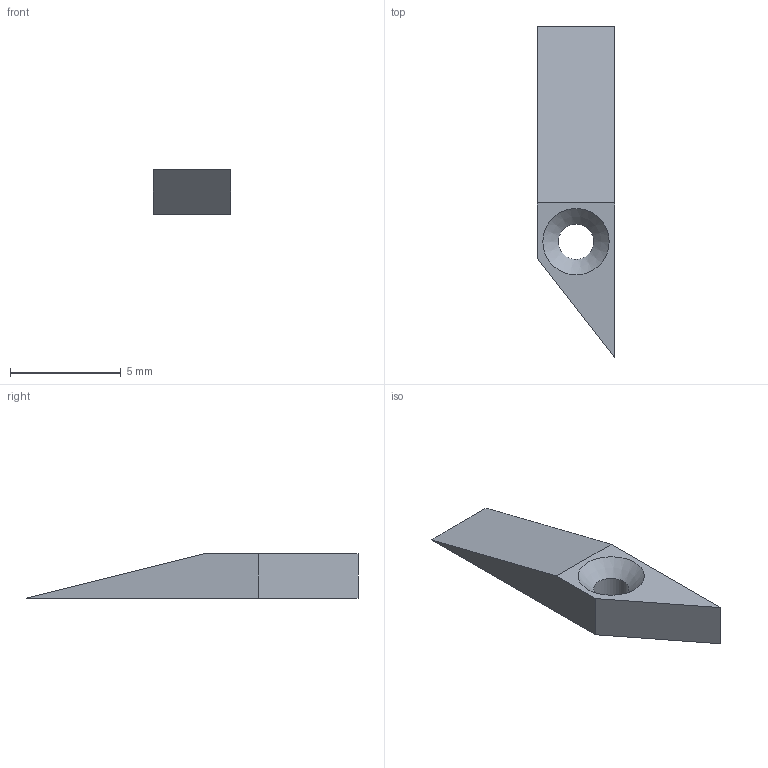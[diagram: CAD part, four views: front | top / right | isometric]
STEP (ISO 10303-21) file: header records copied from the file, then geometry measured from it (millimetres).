
FILE_DESCRIPTION(/* description */ (''),/* implementation_level */ '2;1');
FILE_NAME(/* name */ 'Petite pice v5.step',/* time_stamp */ '2024-03-03T15:48:58+01:00',/* author */ (''),/* organization */ (''),/* preprocessor_version */ 'ST-DEVELOPER v20',/* originating_system */ 'Autodesk Translation Framework v12.20.1.177',/* authorisation */ '');
FILE_SCHEMA (('AUTOMOTIVE_DESIGN { 1 0 10303 214 3 1 1 }'));
Length unit declared in the file: millimetre
Products named in the file (1): Petite pièce
Bounding box: 3.5 x 15 x 2 mm (x, y, z)
Volume: 55.6 mm3; surface area: 141.1 mm2
Topology: 1 solids, 1 shells, 8 faces, 17 edges, 11 vertices
Faces by surface type: plane 6, cone 1, cylinder 1
Full cylindrical faces by diameter (mm): 1.6 x1
Entity records: 253 total; most frequent: DIRECTION 38, CARTESIAN_POINT 37, ORIENTED_EDGE 34, EDGE_CURVE 17, LINE 14, VECTOR 14, AXIS2_PLACEMENT_3D 12, VERTEX_POINT 11
